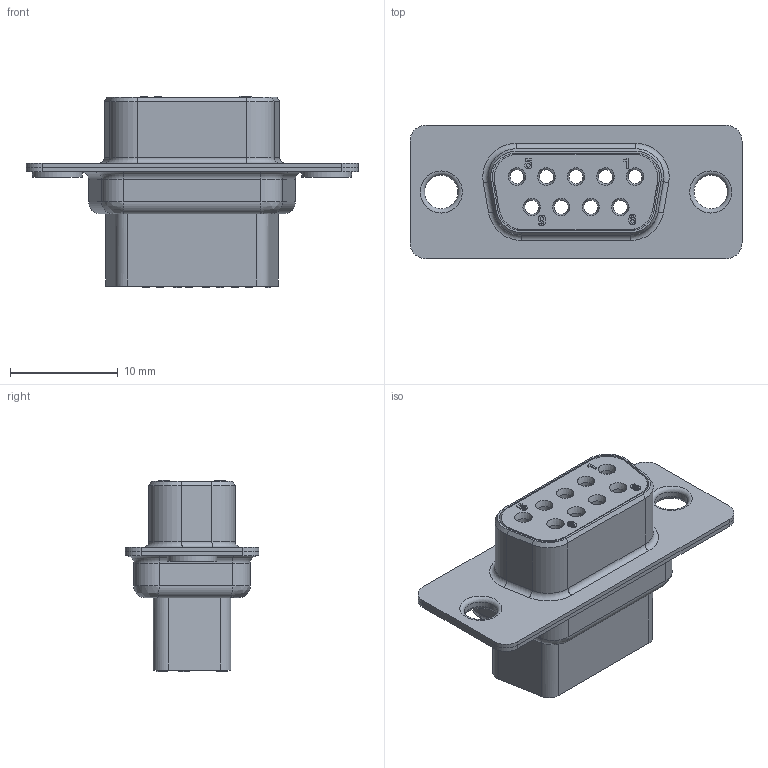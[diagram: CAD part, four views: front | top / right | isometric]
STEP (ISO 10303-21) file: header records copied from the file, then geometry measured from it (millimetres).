
FILE_DESCRIPTION((''),'2;1');
FILE_NAME('K050124.stp','2013-01-29T15:05:50',(''),(''),'Autodesk Inventor 2012','Autodesk Inventor 2012','');
FILE_SCHEMA(('AUTOMOTIVE_DESIGN { 1 0 10303 214 1 1 1 1 }'));
Length unit declared in the file: millimetre
Products named in the file (4): K050124; N00667_BG; R+B00142_BG; R+B00136_BG
Assembly tree (3 placements, depth 2):
  K050124
    N00667_BG
    R+B00142_BG
    R+B00136_BG
Bounding box: 30.8 x 12.4 x 17.75 mm (x, y, z)
Volume: 1753.9 mm3; surface area: 4123 mm2
Topology: 3 solids, 3 shells, 337 faces, 808 edges, 514 vertices
Faces by surface type: plane 161, cylinder 102, bspline 37, torus 24, cone 13
Full cylindrical faces by diameter (mm): 0.242 x1, 0.281 x1, 1.3 x9, 2.3 x9, 3.1 x2, 3.9 x2, 4.06 x2, 4.6 x2
Entity records: 12444 total; most frequent: CARTESIAN_POINT 4643, DIRECTION 1593, ORIENTED_EDGE 1508, EDGE_CURVE 754, AXIS2_PLACEMENT_3D 575, VERTEX_POINT 505, EDGE_LOOP 449, VECTOR 443
